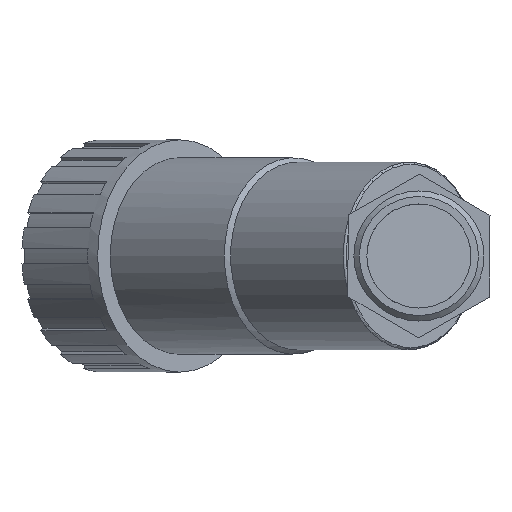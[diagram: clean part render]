
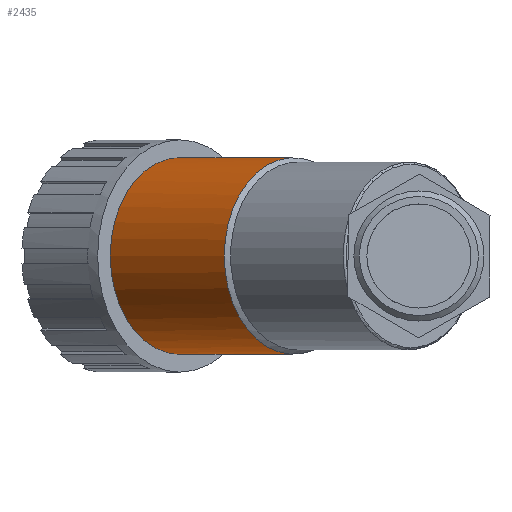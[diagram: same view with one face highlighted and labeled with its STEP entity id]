
A CAD part, left-side view. The second image highlights one B-rep face of the part: STEP entity #2435.
In plain terms, the highlighted cylindrical face has radius 45.045 mm (diameter 90.09 mm), a full revolution.
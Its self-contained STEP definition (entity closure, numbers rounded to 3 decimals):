
#506=CYLINDRICAL_SURFACE('',#2666,45.045);
#520=FACE_BOUND('',#880,.T.);
#736=FACE_OUTER_BOUND('',#879,.T.);
#879=EDGE_LOOP('',(#2152,#2153));
#880=EDGE_LOOP('',(#2154));
#1037=CIRCLE('',#2661,45.045);
#1038=CIRCLE('',#2667,45.045);
#1061=B_SPLINE_CURVE_WITH_KNOTS('',3,(#4121,#4122,#4123,#4124,#4125,#4126,
#4127,#4128,#4129,#4130,#4131,#4132,#4133,#4134),.UNSPECIFIED.,.F.,.F.,
(4,2,2,2,2,2,4),(4.999,5.285,5.886,6.486,
7.087,7.687,7.974),.UNSPECIFIED.);
#1232=VERTEX_POINT('',#3998);
#1234=VERTEX_POINT('',#4007);
#1237=VERTEX_POINT('',#4135);
#1554=EDGE_CURVE('',#1232,#1234,#1037,.T.);
#1559=EDGE_CURVE('',#1232,#1234,#1061,.T.);
#1560=EDGE_CURVE('',#1237,#1237,#1038,.T.);
#2152=ORIENTED_EDGE('',*,*,#1559,.F.);
#2153=ORIENTED_EDGE('',*,*,#1554,.T.);
#2154=ORIENTED_EDGE('',*,*,#1560,.F.);
#2435=ADVANCED_FACE('',(#736,#520),#506,.T.);
#2661=AXIS2_PLACEMENT_3D('',#4014,#3245,#3246);
#2666=AXIS2_PLACEMENT_3D('',#4120,#3255,#3256);
#2667=AXIS2_PLACEMENT_3D('',#4136,#3257,#3258);
#3245=DIRECTION('center_axis',(0.707,0.707,0.));
#3246=DIRECTION('ref_axis',(0.707,-0.707,0.));
#3255=DIRECTION('center_axis',(0.707,0.707,0.));
#3256=DIRECTION('ref_axis',(-0.707,0.707,0.));
#3257=DIRECTION('center_axis',(0.707,0.707,0.));
#3258=DIRECTION('ref_axis',(0.707,-0.707,0.));
#3998=CARTESIAN_POINT('',(46.114,26.843,-12.957));
#4007=CARTESIAN_POINT('',(46.114,26.843,12.957));
#4014=CARTESIAN_POINT('Origin',(15.609,57.349,0.));
#4120=CARTESIAN_POINT('Origin',(41.739,83.479,0.));
#4121=CARTESIAN_POINT('Ctrl Pts',(46.114,26.843,-12.957));
#4122=CARTESIAN_POINT('Ctrl Pts',(46.743,27.178,-12.264));
#4123=CARTESIAN_POINT('Ctrl Pts',(47.34,27.494,-11.541));
#4124=CARTESIAN_POINT('Ctrl Pts',(49.054,28.396,-9.217));
#4125=CARTESIAN_POINT('Ctrl Pts',(50.023,28.901,-7.52));
#4126=CARTESIAN_POINT('Ctrl Pts',(51.381,29.606,-3.912));
#4127=CARTESIAN_POINT('Ctrl Pts',(51.77,29.807,-2.001));
#4128=CARTESIAN_POINT('Ctrl Pts',(51.77,29.807,2.001));
#4129=CARTESIAN_POINT('Ctrl Pts',(51.381,29.606,3.912));
#4130=CARTESIAN_POINT('Ctrl Pts',(50.023,28.901,7.52));
#4131=CARTESIAN_POINT('Ctrl Pts',(49.054,28.396,9.217));
#4132=CARTESIAN_POINT('Ctrl Pts',(47.34,27.494,11.541));
#4133=CARTESIAN_POINT('Ctrl Pts',(46.743,27.178,12.264));
#4134=CARTESIAN_POINT('Ctrl Pts',(46.114,26.843,12.957));
#4135=CARTESIAN_POINT('',(36.018,141.462,0.));
#4136=CARTESIAN_POINT('Origin',(67.87,109.61,0.));
